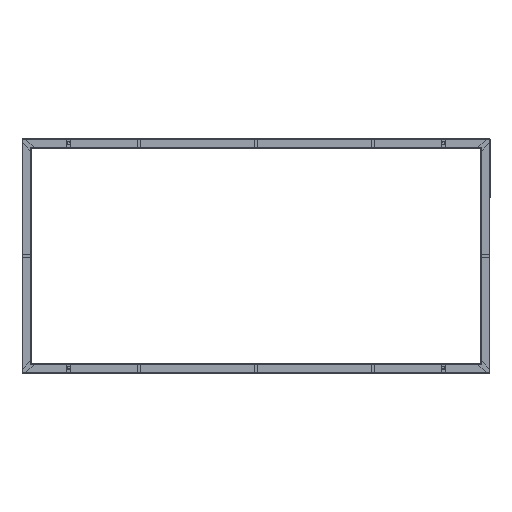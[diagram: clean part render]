
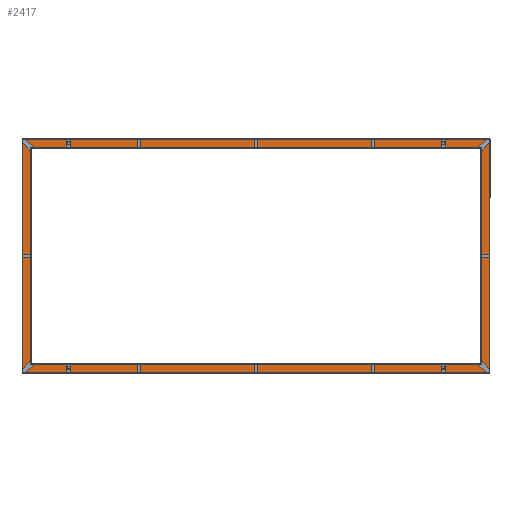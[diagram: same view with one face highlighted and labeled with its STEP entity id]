
A CAD part, top view. The second image highlights one B-rep face of the part: STEP entity #2417.
In plain terms, the highlighted face is planar.
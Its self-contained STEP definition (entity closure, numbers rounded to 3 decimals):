
#129=FACE_BOUND('',#501,.T.);
#211=PLANE('',#2663);
#337=FACE_OUTER_BOUND('',#500,.T.);
#500=EDGE_LOOP('',(#2230,#2231,#2232,#2233));
#501=EDGE_LOOP('',(#2234,#2235,#2236,#2237));
#756=LINE('',#3929,#1024);
#760=LINE('',#3937,#1028);
#763=LINE('',#3943,#1031);
#766=LINE('',#3948,#1034);
#768=LINE('',#3953,#1036);
#772=LINE('',#3961,#1040);
#775=LINE('',#3967,#1043);
#778=LINE('',#3972,#1046);
#1024=VECTOR('',#3237,10.);
#1028=VECTOR('',#3243,10.);
#1031=VECTOR('',#3248,10.);
#1034=VECTOR('',#3253,10.);
#1036=VECTOR('',#3257,10.);
#1040=VECTOR('',#3263,10.);
#1043=VECTOR('',#3268,10.);
#1046=VECTOR('',#3273,10.);
#1276=VERTEX_POINT('',#3927);
#1277=VERTEX_POINT('',#3928);
#1280=VERTEX_POINT('',#3936);
#1282=VERTEX_POINT('',#3942);
#1284=VERTEX_POINT('',#3951);
#1285=VERTEX_POINT('',#3952);
#1288=VERTEX_POINT('',#3960);
#1290=VERTEX_POINT('',#3966);
#1586=EDGE_CURVE('',#1276,#1277,#756,.T.);
#1590=EDGE_CURVE('',#1280,#1276,#760,.T.);
#1593=EDGE_CURVE('',#1282,#1280,#763,.T.);
#1596=EDGE_CURVE('',#1277,#1282,#766,.T.);
#1598=EDGE_CURVE('',#1284,#1285,#768,.T.);
#1602=EDGE_CURVE('',#1288,#1284,#772,.T.);
#1605=EDGE_CURVE('',#1290,#1288,#775,.T.);
#1608=EDGE_CURVE('',#1285,#1290,#778,.T.);
#2230=ORIENTED_EDGE('',*,*,#1608,.F.);
#2231=ORIENTED_EDGE('',*,*,#1598,.F.);
#2232=ORIENTED_EDGE('',*,*,#1602,.F.);
#2233=ORIENTED_EDGE('',*,*,#1605,.F.);
#2234=ORIENTED_EDGE('',*,*,#1586,.T.);
#2235=ORIENTED_EDGE('',*,*,#1596,.T.);
#2236=ORIENTED_EDGE('',*,*,#1593,.T.);
#2237=ORIENTED_EDGE('',*,*,#1590,.T.);
#2417=ADVANCED_FACE('',(#337,#129),#211,.F.);
#2663=AXIS2_PLACEMENT_3D('',#3975,#3277,#3278);
#3237=DIRECTION('',(0.,1.,0.));
#3243=DIRECTION('',(1.,0.,0.));
#3248=DIRECTION('',(0.,-1.,0.));
#3253=DIRECTION('',(-1.,0.,0.));
#3257=DIRECTION('',(0.,-1.,0.));
#3263=DIRECTION('',(-1.,0.,0.));
#3268=DIRECTION('',(0.,1.,0.));
#3273=DIRECTION('',(1.,0.,0.));
#3277=DIRECTION('center_axis',(0.,0.,1.));
#3278=DIRECTION('ref_axis',(1.,0.,0.));
#3927=CARTESIAN_POINT('',(722.,-347.,2.));
#3928=CARTESIAN_POINT('',(722.,347.,2.));
#3929=CARTESIAN_POINT('',(722.,-173.5,2.));
#3936=CARTESIAN_POINT('',(-722.,-347.,2.));
#3937=CARTESIAN_POINT('',(-361.,-347.,2.));
#3942=CARTESIAN_POINT('',(-722.,347.,2.));
#3943=CARTESIAN_POINT('',(-722.,173.5,2.));
#3948=CARTESIAN_POINT('',(361.,347.,2.));
#3951=CARTESIAN_POINT('',(-748.,373.,2.));
#3952=CARTESIAN_POINT('',(-748.,-373.,2.));
#3953=CARTESIAN_POINT('',(-748.,373.,2.));
#3960=CARTESIAN_POINT('',(748.,373.,2.));
#3961=CARTESIAN_POINT('',(748.,373.,2.));
#3966=CARTESIAN_POINT('',(748.,-373.,2.));
#3967=CARTESIAN_POINT('',(748.,-373.,2.));
#3972=CARTESIAN_POINT('',(-748.,-373.,2.));
#3975=CARTESIAN_POINT('Origin',(0.,0.,
2.));
